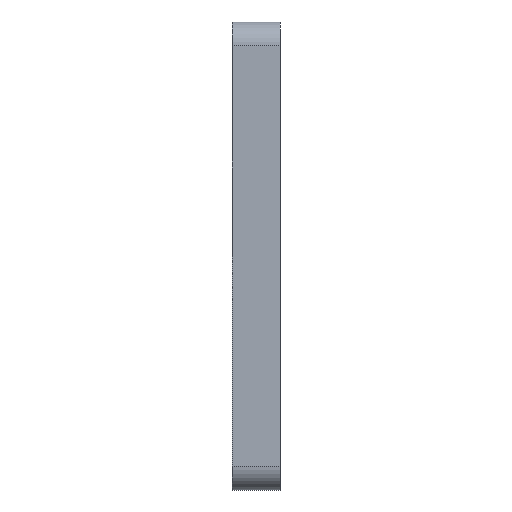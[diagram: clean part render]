
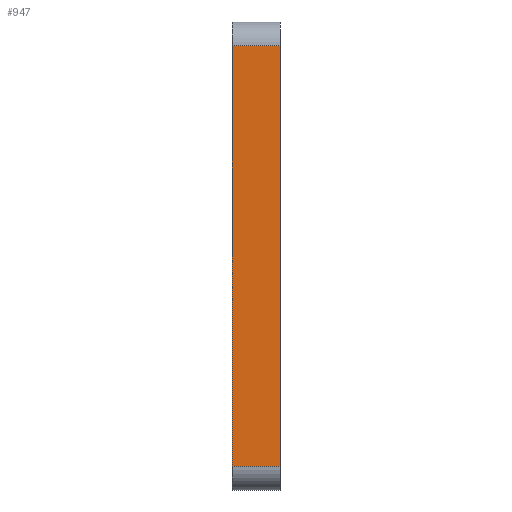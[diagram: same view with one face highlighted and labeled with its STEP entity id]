
A CAD part, left-side view. The second image highlights one B-rep face of the part: STEP entity #947.
In plain terms, the highlighted planar face has unit normal (-1, 0, 0).
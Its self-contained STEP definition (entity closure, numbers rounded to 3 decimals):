
#20 = LINE ( 'NONE', #137, #508 ) ;
#54 = DIRECTION ( 'NONE',  ( 0., 0., 1. ) ) ;
#95 = VECTOR ( 'NONE', #366, 1000. ) ;
#97 = EDGE_CURVE ( 'NONE', #617, #273, #437, .T. ) ;
#137 = CARTESIAN_POINT ( 'NONE',  ( -97.5, 20., -87.5 ) ) ;
#148 = CARTESIAN_POINT ( 'NONE',  ( -97.5, 20., 97.5 ) ) ;
#153 = DIRECTION ( 'NONE',  ( 1., 0., 0. ) ) ;
#273 = VERTEX_POINT ( 'NONE', #362 ) ;
#305 = ORIENTED_EDGE ( 'NONE', *, *, #97, .T. ) ;
#312 = EDGE_CURVE ( 'NONE', #627, #273, #1104, .T. ) ;
#330 = PLANE ( 'NONE',  #1185 ) ;
#339 = CARTESIAN_POINT ( 'NONE',  ( -97.5, 0., -87.5 ) ) ;
#362 = CARTESIAN_POINT ( 'NONE',  ( -97.5, 20., 87.5 ) ) ;
#366 = DIRECTION ( 'NONE',  ( 0., 0., 1. ) ) ;
#416 = CARTESIAN_POINT ( 'NONE',  ( -97.5, 20., -87.5 ) ) ;
#437 = LINE ( 'NONE', #1158, #1094 ) ;
#442 = ORIENTED_EDGE ( 'NONE', *, *, #827, .T. ) ;
#469 = EDGE_CURVE ( 'NONE', #627, #661, #20, .T. ) ;
#508 = VECTOR ( 'NONE', #874, 1000. ) ;
#530 = LINE ( 'NONE', #904, #670 ) ;
#617 = VERTEX_POINT ( 'NONE', #1168 ) ;
#627 = VERTEX_POINT ( 'NONE', #416 ) ;
#657 = EDGE_LOOP ( 'NONE', ( #950, #953, #442, #305 ) ) ;
#660 = CARTESIAN_POINT ( 'NONE',  ( -97.5, 20., 97.5 ) ) ;
#661 = VERTEX_POINT ( 'NONE', #339 ) ;
#670 = VECTOR ( 'NONE', #54, 1000. ) ;
#711 = DIRECTION ( 'NONE',  ( 0., 0., -1. ) ) ;
#771 = FACE_OUTER_BOUND ( 'NONE', #657, .T. ) ;
#793 = DIRECTION ( 'NONE',  ( 0., 1., 0. ) ) ;
#827 = EDGE_CURVE ( 'NONE', #661, #617, #530, .T. ) ;
#874 = DIRECTION ( 'NONE',  ( 0., -1., 0. ) ) ;
#904 = CARTESIAN_POINT ( 'NONE',  ( -97.5, 0., 97.5 ) ) ;
#947 = ADVANCED_FACE ( 'NONE', ( #771 ), #330, .F. ) ;
#950 = ORIENTED_EDGE ( 'NONE', *, *, #312, .F. ) ;
#953 = ORIENTED_EDGE ( 'NONE', *, *, #469, .T. ) ;
#1094 = VECTOR ( 'NONE', #793, 1000. ) ;
#1104 = LINE ( 'NONE', #660, #95 ) ;
#1158 = CARTESIAN_POINT ( 'NONE',  ( -97.5, 20., 87.5 ) ) ;
#1168 = CARTESIAN_POINT ( 'NONE',  ( -97.5, 0., 87.5 ) ) ;
#1185 = AXIS2_PLACEMENT_3D ( 'NONE', #148, #153, #711 ) ;
